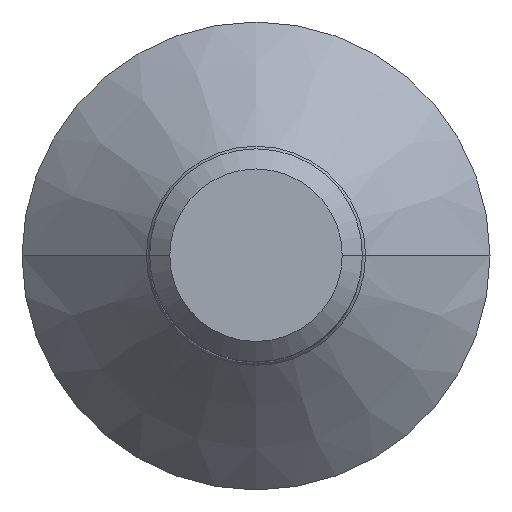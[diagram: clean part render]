
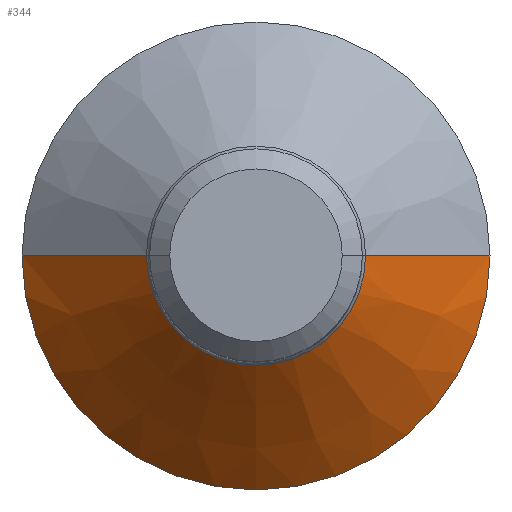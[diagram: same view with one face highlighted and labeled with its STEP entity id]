
A CAD part, top view. The second image highlights one B-rep face of the part: STEP entity #344.
In plain terms, the highlighted conical face has half-angle 45 degrees and reference radius 4.397 mm.
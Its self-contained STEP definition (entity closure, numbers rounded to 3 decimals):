
#38 = CARTESIAN_POINT ( 'NONE',  ( 0., 0., 0. ) ) ;
#40 = DIRECTION ( 'NONE',  ( -0.707, 0., -0.707 ) ) ;
#44 = VERTEX_POINT ( 'NONE', #653 ) ;
#67 = VECTOR ( 'NONE', #314, 1000. ) ;
#78 = EDGE_CURVE ( 'NONE', #380, #44, #642, .T. ) ;
#131 = DIRECTION ( 'NONE',  ( -1., 0., 0. ) ) ;
#135 = CARTESIAN_POINT ( 'NONE',  ( 0., 0., 0. ) ) ;
#148 = CARTESIAN_POINT ( 'NONE',  ( -4.397, 0., 0. ) ) ;
#158 = LINE ( 'NONE', #559, #704 ) ;
#167 = DIRECTION ( 'NONE',  ( -1., 0., 0. ) ) ;
#236 = LINE ( 'NONE', #560, #67 ) ;
#305 = EDGE_LOOP ( 'NONE', ( #745, #379, #790, #387 ) ) ;
#314 = DIRECTION ( 'NONE',  ( 0.707, 0., -0.707 ) ) ;
#344 = ADVANCED_FACE ( 'NONE', ( #350 ), #555, .T. ) ;
#349 = EDGE_CURVE ( 'NONE', #44, #483, #158, .T. ) ;
#350 = FACE_OUTER_BOUND ( 'NONE', #305, .T. ) ;
#379 = ORIENTED_EDGE ( 'NONE', *, *, #78, .T. ) ;
#380 = VERTEX_POINT ( 'NONE', #835 ) ;
#387 = ORIENTED_EDGE ( 'NONE', *, *, #759, .F. ) ;
#390 = AXIS2_PLACEMENT_3D ( 'NONE', #38, #694, #167 ) ;
#398 = DIRECTION ( 'NONE',  ( 0., 1., 0. ) ) ;
#436 = CARTESIAN_POINT ( 'NONE',  ( 4.397, 0., 0. ) ) ;
#483 = VERTEX_POINT ( 'NONE', #148 ) ;
#489 = CIRCLE ( 'NONE', #771, 4.397 ) ;
#519 = DIRECTION ( 'NONE',  ( 0., 0., -1. ) ) ;
#555 = CONICAL_SURFACE ( 'NONE', #390, 4.397, 0.785 ) ;
#559 = CARTESIAN_POINT ( 'NONE',  ( -4.397, 0., 0. ) ) ;
#560 = CARTESIAN_POINT ( 'NONE',  ( 4.397, 0., 0. ) ) ;
#577 = EDGE_CURVE ( 'NONE', #380, #630, #236, .T. ) ;
#630 = VERTEX_POINT ( 'NONE', #436 ) ;
#642 = CIRCLE ( 'NONE', #693, 2.059 ) ;
#653 = CARTESIAN_POINT ( 'NONE',  ( -2.059, 0., 2.339 ) ) ;
#693 = AXIS2_PLACEMENT_3D ( 'NONE', #784, #519, #398 ) ;
#694 = DIRECTION ( 'NONE',  ( 0., 0., -1. ) ) ;
#704 = VECTOR ( 'NONE', #40, 1000. ) ;
#745 = ORIENTED_EDGE ( 'NONE', *, *, #577, .F. ) ;
#759 = EDGE_CURVE ( 'NONE', #630, #483, #489, .T. ) ;
#771 = AXIS2_PLACEMENT_3D ( 'NONE', #135, #862, #131 ) ;
#784 = CARTESIAN_POINT ( 'NONE',  ( 0., 0., 2.339 ) ) ;
#790 = ORIENTED_EDGE ( 'NONE', *, *, #349, .T. ) ;
#835 = CARTESIAN_POINT ( 'NONE',  ( 2.059, 0., 2.339 ) ) ;
#862 = DIRECTION ( 'NONE',  ( 0., 0., -1. ) ) ;
